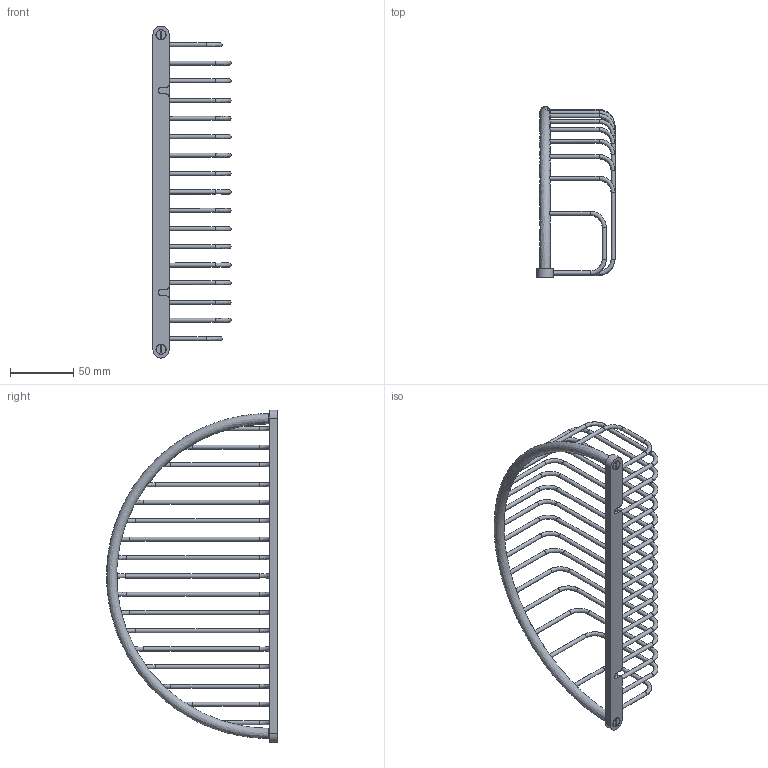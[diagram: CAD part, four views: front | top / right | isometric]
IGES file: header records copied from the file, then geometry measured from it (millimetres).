
Global section: file name: N154XL; native system: Autodesk Inventor 2018; preprocessor: unknown; author: mstonelake; date: 20171018.103344; units: millimetre
Bounding box: 61.49 x 134.59 x 261.48 mm (x, y, z)
Volume: 66989.4 mm3; surface area: 57865.7 mm2
Topology: 21 solids, 21 shells, 254 faces, 685 edges, 477 vertices
Faces by surface type: bspline 254
